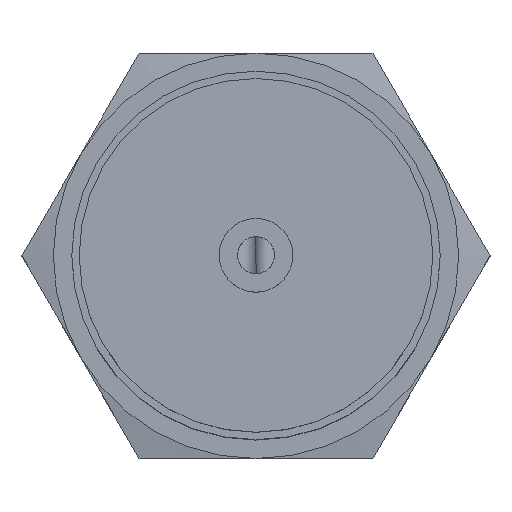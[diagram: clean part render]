
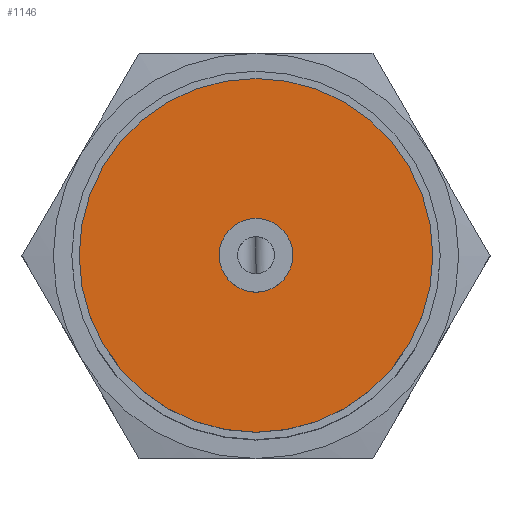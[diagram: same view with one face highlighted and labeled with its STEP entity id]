
A CAD part, top view. The second image highlights one B-rep face of the part: STEP entity #1146.
In plain terms, the highlighted face is planar.
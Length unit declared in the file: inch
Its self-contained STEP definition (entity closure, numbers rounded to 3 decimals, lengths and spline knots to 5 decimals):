
#6 = CARTESIAN_POINT ( 'NONE',  ( 0., -1.36407, -0.94488 ) ) ;
#7 = AXIS2_PLACEMENT_3D ( 'NONE', #896, #1358, #1241 ) ;
#54 = DIRECTION ( 'NONE',  ( 0., 1., 0. ) ) ;
#93 = CARTESIAN_POINT ( 'NONE',  ( -0.19685, -1.36407, 0. ) ) ;
#126 = FACE_BOUND ( 'NONE', #794, .T. ) ;
#127 = CARTESIAN_POINT ( 'NONE',  ( -0.94488, -1.36407, 0. ) ) ;
#183 = EDGE_CURVE ( 'NONE', #484, #484, #588, .T. ) ;
#379 = ORIENTED_EDGE ( 'NONE', *, *, #1254, .F. ) ;
#408 = PLANE ( 'NONE',  #648 ) ;
#449 = EDGE_LOOP ( 'NONE', ( #379 ) ) ;
#484 = VERTEX_POINT ( 'NONE', #93 ) ;
#526 = DIRECTION ( 'NONE',  ( 0., 1., 0. ) ) ;
#540 = CIRCLE ( 'NONE', #1576, 0.94488 ) ;
#588 = CIRCLE ( 'NONE', #7, 0.19685 ) ;
#648 = AXIS2_PLACEMENT_3D ( 'NONE', #6, #526, #1021 ) ;
#794 = EDGE_LOOP ( 'NONE', ( #1045 ) ) ;
#896 = CARTESIAN_POINT ( 'NONE',  ( 0., -1.36407, 0. ) ) ;
#1021 = DIRECTION ( 'NONE',  ( 1., 0., 0. ) ) ;
#1045 = ORIENTED_EDGE ( 'NONE', *, *, #183, .F. ) ;
#1146 = ADVANCED_FACE ( 'NONE', ( #1523, #126 ), #408, .F. ) ;
#1202 = VERTEX_POINT ( 'NONE', #127 ) ;
#1241 = DIRECTION ( 'NONE',  ( -1., 0., 0. ) ) ;
#1254 = EDGE_CURVE ( 'NONE', #1202, #1202, #540, .T. ) ;
#1358 = DIRECTION ( 'NONE',  ( 0., -1., 0. ) ) ;
#1423 = DIRECTION ( 'NONE',  ( -1., 0., 0. ) ) ;
#1523 = FACE_OUTER_BOUND ( 'NONE', #449, .T. ) ;
#1537 = CARTESIAN_POINT ( 'NONE',  ( 0., -1.36407, 0. ) ) ;
#1576 = AXIS2_PLACEMENT_3D ( 'NONE', #1537, #54, #1423 ) ;
